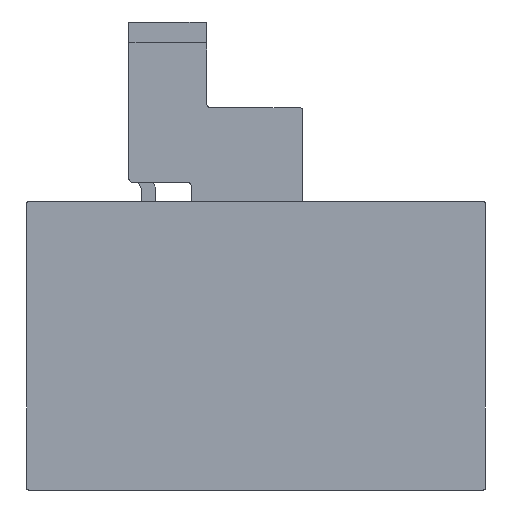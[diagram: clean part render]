
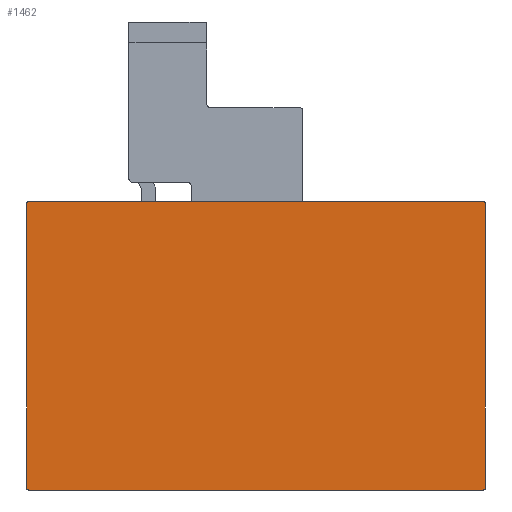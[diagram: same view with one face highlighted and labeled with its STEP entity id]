
A CAD part, front view. The second image highlights one B-rep face of the part: STEP entity #1462.
In plain terms, the highlighted planar face has unit normal (0, -1, 0).
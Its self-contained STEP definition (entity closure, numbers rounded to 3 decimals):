
#140=CARTESIAN_POINT('',(-59.85,0.,-35.21));
#141=DIRECTION('',(0.,-1.,0.));
#142=DIRECTION('',(-1.,0.,0.));
#143=AXIS2_PLACEMENT_3D('',#140,#141,#142);
#145=DIRECTION('',(0.,0.,1.));
#146=VECTOR('',#145,74.8);
#147=CARTESIAN_POINT('',(-60.35,0.,-35.21));
#148=LINE('',#147,#146);
#149=CARTESIAN_POINT('',(-59.85,0.,39.59));
#150=DIRECTION('',(0.,-1.,0.));
#151=DIRECTION('',(0.,0.,1.));
#152=AXIS2_PLACEMENT_3D('',#149,#150,#151);
#154=DIRECTION('',(1.,0.,0.));
#155=VECTOR('',#154,119.7);
#156=CARTESIAN_POINT('',(-59.85,0.,40.09));
#157=LINE('',#156,#155);
#158=CARTESIAN_POINT('',(59.85,0.,39.59));
#159=DIRECTION('',(0.,-1.,0.));
#160=DIRECTION('',(1.,0.,0.));
#161=AXIS2_PLACEMENT_3D('',#158,#159,#160);
#163=DIRECTION('',(0.,0.,-1.));
#164=VECTOR('',#163,74.8);
#165=CARTESIAN_POINT('',(60.35,0.,39.59));
#166=LINE('',#165,#164);
#167=CARTESIAN_POINT('',(59.85,0.,-35.21));
#168=DIRECTION('',(0.,-1.,0.));
#169=DIRECTION('',(0.,0.,-1.));
#170=AXIS2_PLACEMENT_3D('',#167,#168,#169);
#172=DIRECTION('',(-1.,0.,0.));
#173=VECTOR('',#172,119.7);
#174=CARTESIAN_POINT('',(59.85,0.,-35.71));
#175=LINE('',#174,#173);
#1060=CARTESIAN_POINT('',(-60.35,0.,-35.21));
#1061=CARTESIAN_POINT('',(-59.85,0.,-35.71));
#1062=VERTEX_POINT('',#1060);
#1063=VERTEX_POINT('',#1061);
#1064=CARTESIAN_POINT('',(-59.85,0.,40.09));
#1065=CARTESIAN_POINT('',(-60.35,0.,39.59));
#1066=VERTEX_POINT('',#1064);
#1067=VERTEX_POINT('',#1065);
#1068=CARTESIAN_POINT('',(60.35,0.,39.59));
#1069=CARTESIAN_POINT('',(59.85,0.,40.09));
#1070=VERTEX_POINT('',#1068);
#1071=VERTEX_POINT('',#1069);
#1072=CARTESIAN_POINT('',(59.85,0.,-35.71));
#1073=CARTESIAN_POINT('',(60.35,0.,-35.21));
#1074=VERTEX_POINT('',#1072);
#1075=VERTEX_POINT('',#1073);
#1443=CARTESIAN_POINT('',(0.,0.,0.));
#1444=DIRECTION('',(0.,1.,0.));
#1445=DIRECTION('',(1.,0.,0.));
#1446=AXIS2_PLACEMENT_3D('',#1443,#1444,#1445);
#1447=PLANE('',#1446);
#1448=ORIENTED_EDGE('',*,*,#1341,.F.);
#1450=ORIENTED_EDGE('',*,*,#1449,.T.);
#1452=ORIENTED_EDGE('',*,*,#1451,.F.);
#1454=ORIENTED_EDGE('',*,*,#1453,.T.);
#1456=ORIENTED_EDGE('',*,*,#1455,.F.);
#1457=ORIENTED_EDGE('',*,*,#1436,.T.);
#1458=ORIENTED_EDGE('',*,*,#1311,.F.);
#1459=ORIENTED_EDGE('',*,*,#1326,.T.);
#1460=EDGE_LOOP('',(#1448,#1450,#1452,#1454,#1456,#1457,#1458,#1459));
#1461=FACE_OUTER_BOUND('',#1460,.F.);
#144=CIRCLE('',#143,0.5);
#153=CIRCLE('',#152,0.5);
#162=CIRCLE('',#161,0.5);
#171=CIRCLE('',#170,0.5);
#1311=EDGE_CURVE('',#1074,#1075,#171,.T.);
#1326=EDGE_CURVE('',#1074,#1063,#175,.T.);
#1341=EDGE_CURVE('',#1062,#1063,#144,.T.);
#1436=EDGE_CURVE('',#1070,#1075,#166,.T.);
#1449=EDGE_CURVE('',#1062,#1067,#148,.T.);
#1451=EDGE_CURVE('',#1066,#1067,#153,.T.);
#1453=EDGE_CURVE('',#1066,#1071,#157,.T.);
#1455=EDGE_CURVE('',#1070,#1071,#162,.T.);
#1462=ADVANCED_FACE('',(#1461),#1447,.F.);
